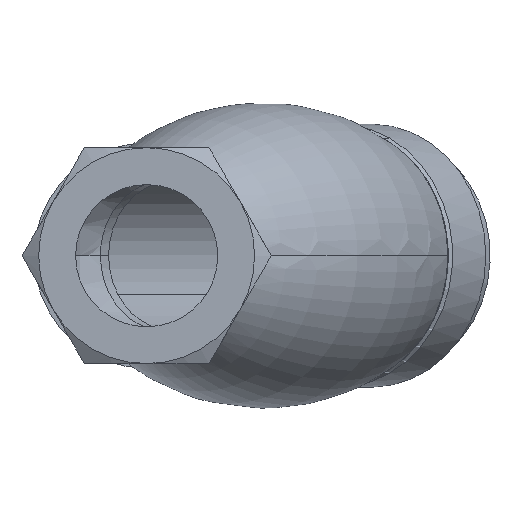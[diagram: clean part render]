
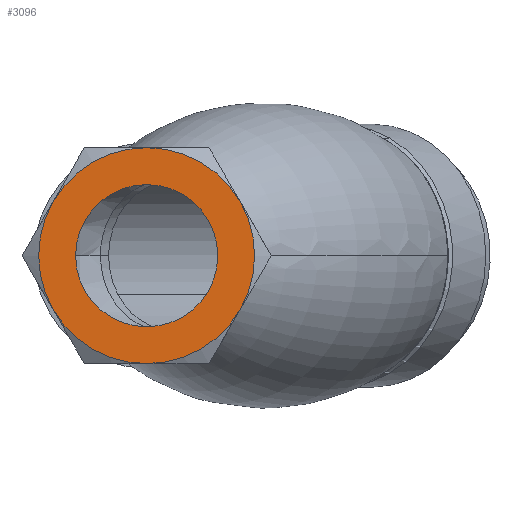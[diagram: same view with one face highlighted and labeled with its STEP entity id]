
A CAD part, left-side view. The second image highlights one B-rep face of the part: STEP entity #3096.
In plain terms, the highlighted planar face has unit normal (-1, 0, 0).
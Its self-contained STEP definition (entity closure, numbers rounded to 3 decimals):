
#1649 = VERTEX_POINT ( 'NONE', #3905 ) ;
#1890 = VERTEX_POINT ( 'NONE', #14162 ) ;
#3046 = ORIENTED_EDGE ( 'NONE', *, *, #3047, .F. ) ;
#3047 = EDGE_CURVE ( 'NONE', #1890, #1649, #8945, .T. ) ;
#3048 = ORIENTED_EDGE ( 'NONE', *, *, #3049, .F. ) ;
#3049 = EDGE_CURVE ( 'NONE', #3136, #1890, #8940, .T. ) ;
#3051 = ORIENTED_EDGE ( 'NONE', *, *, #3062, .F. ) ;
#3054 = VERTEX_POINT ( 'NONE', #8934 ) ;
#3058 = ORIENTED_EDGE ( 'NONE', *, *, #3405, .F. ) ;
#3059 = ORIENTED_EDGE ( 'NONE', *, *, #3095, .F. ) ;
#3060 = ORIENTED_EDGE ( 'NONE', *, *, #3061, .F. ) ;
#3061 = EDGE_CURVE ( 'NONE', #1649, #3128, #8980, .T. ) ;
#3062 = EDGE_CURVE ( 'NONE', #3054, #3136, #8969, .T. ) ;
#3063 = ORIENTED_EDGE ( 'NONE', *, *, #3064, .F. ) ;
#3064 = EDGE_CURVE ( 'NONE', #3124, #3054, #8963, .T. ) ;
#3095 = EDGE_CURVE ( 'NONE', #3128, #3124, #9088, .T. ) ;
#3096 = ADVANCED_FACE ( 'NONE', ( #9082, #9081 ), #9066, .F. ) ;
#3100 = EDGE_LOOP ( 'NONE', ( #3101, #3058 ) ) ;
#3101 = ORIENTED_EDGE ( 'NONE', *, *, #3102, .F. ) ;
#3102 = EDGE_CURVE ( 'NONE', #3406, #3407, #9097, .T. ) ;
#3124 = VERTEX_POINT ( 'NONE', #9197 ) ;
#3126 = EDGE_LOOP ( 'NONE', ( #3059, #3060, #3046, #3048, #3051, #3063 ) ) ;
#3128 = VERTEX_POINT ( 'NONE', #9147 ) ;
#3136 = VERTEX_POINT ( 'NONE', #9228 ) ;
#3405 = EDGE_CURVE ( 'NONE', #3407, #3406, #10189, .T. ) ;
#3406 = VERTEX_POINT ( 'NONE', #10184 ) ;
#3407 = VERTEX_POINT ( 'NONE', #10183 ) ;
#3905 = CARTESIAN_POINT ( 'NONE',  ( 0., -19.919, 11.5 ) ) ;
#8934 = CARTESIAN_POINT ( 'NONE',  ( 0., 19.919, -11.5 ) ) ;
#8936 = DIRECTION ( 'NONE',  ( 0., 0., -1. ) ) ;
#8937 = DIRECTION ( 'NONE',  ( 1., 0., 0. ) ) ;
#8938 = CARTESIAN_POINT ( 'NONE',  ( 0., 0., 0. ) ) ;
#8939 = AXIS2_PLACEMENT_3D ( 'NONE', #8938, #8937, #8936 ) ;
#8940 = CIRCLE ( 'NONE', #8939, 23. ) ;
#8941 = DIRECTION ( 'NONE',  ( 0., 0., -1. ) ) ;
#8942 = DIRECTION ( 'NONE',  ( 1., 0., 0. ) ) ;
#8943 = CARTESIAN_POINT ( 'NONE',  ( 0., 0., 0. ) ) ;
#8944 = AXIS2_PLACEMENT_3D ( 'NONE', #8943, #8942, #8941 ) ;
#8945 = CIRCLE ( 'NONE', #8944, 23. ) ;
#8959 = DIRECTION ( 'NONE',  ( 0., 0., -1. ) ) ;
#8960 = DIRECTION ( 'NONE',  ( 1., 0., 0. ) ) ;
#8961 = CARTESIAN_POINT ( 'NONE',  ( 0., 0., 0. ) ) ;
#8962 = AXIS2_PLACEMENT_3D ( 'NONE', #8961, #8960, #8959 ) ;
#8963 = CIRCLE ( 'NONE', #8962, 23. ) ;
#8965 = DIRECTION ( 'NONE',  ( 0., 0., -1. ) ) ;
#8966 = DIRECTION ( 'NONE',  ( 1., 0., 0. ) ) ;
#8967 = CARTESIAN_POINT ( 'NONE',  ( 0., 0., 0. ) ) ;
#8968 = AXIS2_PLACEMENT_3D ( 'NONE', #8967, #8966, #8965 ) ;
#8969 = CIRCLE ( 'NONE', #8968, 23. ) ;
#8970 = DIRECTION ( 'NONE',  ( 0., 0., -1. ) ) ;
#8971 = DIRECTION ( 'NONE',  ( 1., 0., 0. ) ) ;
#8972 = CARTESIAN_POINT ( 'NONE',  ( 0., 0., 0. ) ) ;
#8973 = AXIS2_PLACEMENT_3D ( 'NONE', #8972, #8971, #8970 ) ;
#8980 = CIRCLE ( 'NONE', #8973, 23. ) ;
#9062 = DIRECTION ( 'NONE',  ( 0., 0., -1. ) ) ;
#9063 = DIRECTION ( 'NONE',  ( 1., 0., 0. ) ) ;
#9064 = CARTESIAN_POINT ( 'NONE',  ( 0., -13.279, 23. ) ) ;
#9065 = AXIS2_PLACEMENT_3D ( 'NONE', #9064, #9063, #9062 ) ;
#9066 = PLANE ( 'NONE',  #9065 ) ;
#9081 = FACE_OUTER_BOUND ( 'NONE', #3126, .T. ) ;
#9082 = FACE_BOUND ( 'NONE', #3100, .T. ) ;
#9083 = DIRECTION ( 'NONE',  ( 0., 0., -1. ) ) ;
#9084 = DIRECTION ( 'NONE',  ( 1., 0., 0. ) ) ;
#9085 = CARTESIAN_POINT ( 'NONE',  ( 0., 0., 0. ) ) ;
#9086 = AXIS2_PLACEMENT_3D ( 'NONE', #9085, #9084, #9083 ) ;
#9088 = CIRCLE ( 'NONE', #9086, 23. ) ;
#9094 = DIRECTION ( 'NONE',  ( 0., 0., 1. ) ) ;
#9095 = DIRECTION ( 'NONE',  ( -1., 0., 0. ) ) ;
#9096 = AXIS2_PLACEMENT_3D ( 'NONE', #9114, #9095, #9094 ) ;
#9097 = CIRCLE ( 'NONE', #9096, 15.146 ) ;
#9114 = CARTESIAN_POINT ( 'NONE',  ( 0., 0., 0. ) ) ;
#9147 = CARTESIAN_POINT ( 'NONE',  ( 0., -19.919, -11.5 ) ) ;
#9197 = CARTESIAN_POINT ( 'NONE',  ( 0., 0., -23. ) ) ;
#9228 = CARTESIAN_POINT ( 'NONE',  ( 0., 19.919, 11.5 ) ) ;
#10183 = CARTESIAN_POINT ( 'NONE',  ( 0., 0., -15.146 ) ) ;
#10184 = CARTESIAN_POINT ( 'NONE',  ( 0., 0., 15.146 ) ) ;
#10185 = DIRECTION ( 'NONE',  ( 0., 0., 1. ) ) ;
#10186 = DIRECTION ( 'NONE',  ( -1., 0., 0. ) ) ;
#10187 = CARTESIAN_POINT ( 'NONE',  ( 0., 0., 0. ) ) ;
#10188 = AXIS2_PLACEMENT_3D ( 'NONE', #10187, #10186, #10185 ) ;
#10189 = CIRCLE ( 'NONE', #10188, 15.146 ) ;
#14162 = CARTESIAN_POINT ( 'NONE',  ( 0., 0., 23. ) ) ;
